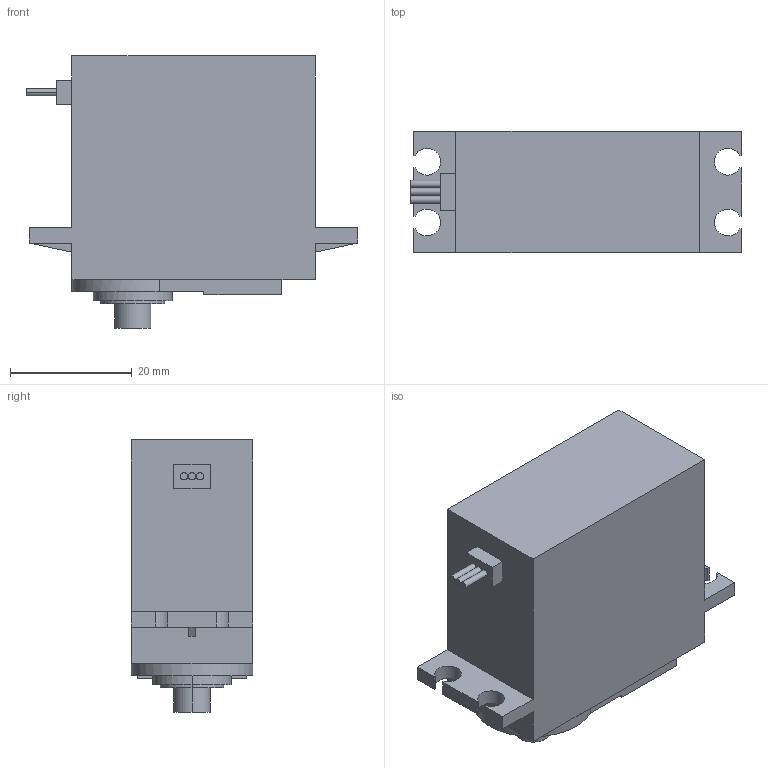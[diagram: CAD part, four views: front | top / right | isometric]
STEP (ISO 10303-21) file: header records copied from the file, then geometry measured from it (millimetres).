
FILE_DESCRIPTION((''),'2;1');
FILE_NAME('MG995OWN','2024-03-24T10:34:39',('Creative'),(''),'CREO PARAMETRIC BY PTC INC, 2018050','CREO PARAMETRIC BY PTC INC, 2018050','');
FILE_SCHEMA(('CONFIG_CONTROL_DESIGN'));
Length unit declared in the file: millimetre
Products named in the file (1): MG995OWN
Bounding box: 54.5 x 20 x 44.8 mm (x, y, z)
Volume: 31636.8 mm3; surface area: 7196.3 mm2
Topology: 1 solids, 1 shells, 78 faces, 194 edges, 127 vertices
Faces by surface type: plane 59, cylinder 19
Entity records: 2341 total; most frequent: CARTESIAN_POINT 399, DIRECTION 391, ORIENTED_EDGE 388, EDGE_CURVE 194, VECTOR 153, LINE 153, VERTEX_POINT 127, AXIS2_PLACEMENT_3D 119
